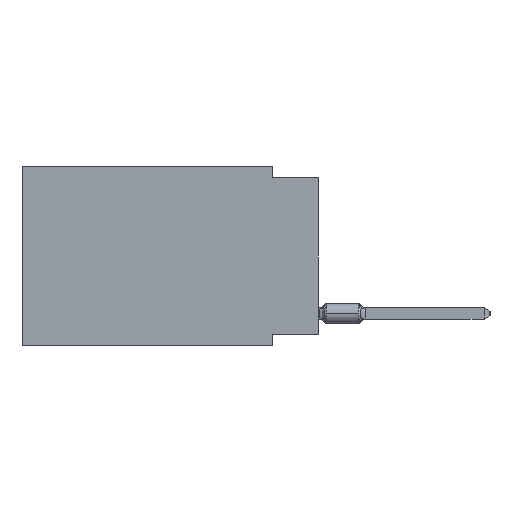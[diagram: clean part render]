
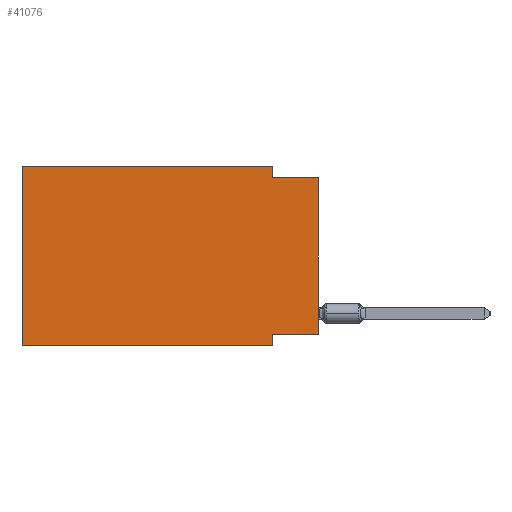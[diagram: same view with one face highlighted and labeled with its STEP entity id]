
A CAD part, left-side view. The second image highlights one B-rep face of the part: STEP entity #41076.
In plain terms, the highlighted planar face has unit normal (-1, 0, 0).
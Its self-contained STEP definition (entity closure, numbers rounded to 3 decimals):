
#21 = CARTESIAN_POINT ( 'NONE',  ( 0., 2.54, 0. ) ) ;
#100 = VECTOR ( 'NONE', #55709, 1000. ) ;
#975 = CARTESIAN_POINT ( 'NONE',  ( 0., 16.383, 0. ) ) ;
#1529 = VERTEX_POINT ( 'NONE', #55450 ) ;
#2555 = CARTESIAN_POINT ( 'NONE',  ( 0., 2.54, -9.271 ) ) ;
#3014 = LINE ( 'NONE', #68644, #27726 ) ;
#4544 = ORIENTED_EDGE ( 'NONE', *, *, #42207, .T. ) ;
#6681 = EDGE_CURVE ( 'NONE', #31466, #55086, #32969, .T. ) ;
#6791 = CARTESIAN_POINT ( 'NONE',  ( 0., 16.383, -9.906 ) ) ;
#6792 = CARTESIAN_POINT ( 'NONE',  ( 0., 2.54, -0.635 ) ) ;
#9384 = VECTOR ( 'NONE', #35971, 1000. ) ;
#9512 = DIRECTION ( 'NONE',  ( 0., 0., -1. ) ) ;
#10142 = VECTOR ( 'NONE', #16294, 1000. ) ;
#11127 = PLANE ( 'NONE',  #52359 ) ;
#12159 = VERTEX_POINT ( 'NONE', #39095 ) ;
#12726 = DIRECTION ( 'NONE',  ( 0., 0., -1. ) ) ;
#13922 = CARTESIAN_POINT ( 'NONE',  ( 0., 2.54, -9.906 ) ) ;
#16113 = ORIENTED_EDGE ( 'NONE', *, *, #49465, .F. ) ;
#16294 = DIRECTION ( 'NONE',  ( 0., 0., 1. ) ) ;
#17283 = FACE_OUTER_BOUND ( 'NONE', #66887, .T. ) ;
#17504 = CARTESIAN_POINT ( 'NONE',  ( 0., 0., -9.271 ) ) ;
#17670 = DIRECTION ( 'NONE',  ( 0., -1., 0. ) ) ;
#21964 = LINE ( 'NONE', #38643, #32610 ) ;
#22226 = ORIENTED_EDGE ( 'NONE', *, *, #67709, .T. ) ;
#22282 = VERTEX_POINT ( 'NONE', #2555 ) ;
#22935 = LINE ( 'NONE', #17504, #53379 ) ;
#23064 = LINE ( 'NONE', #39382, #100 ) ;
#23628 = ORIENTED_EDGE ( 'NONE', *, *, #30446, .F. ) ;
#26866 = EDGE_CURVE ( 'NONE', #22282, #70059, #52597, .T. ) ;
#27726 = VECTOR ( 'NONE', #9512, 1000. ) ;
#28642 = CARTESIAN_POINT ( 'NONE',  ( 0., 16.383, 0. ) ) ;
#29144 = ORIENTED_EDGE ( 'NONE', *, *, #49582, .F. ) ;
#30446 = EDGE_CURVE ( 'NONE', #69465, #1529, #21964, .T. ) ;
#31466 = VERTEX_POINT ( 'NONE', #32132 ) ;
#32132 = CARTESIAN_POINT ( 'NONE',  ( 0., 16.383, -9.906 ) ) ;
#32610 = VECTOR ( 'NONE', #56046, 1000. ) ;
#32969 = LINE ( 'NONE', #54738, #10142 ) ;
#35733 = VERTEX_POINT ( 'NONE', #21 ) ;
#35971 = DIRECTION ( 'NONE',  ( 0., -1., 0. ) ) ;
#38643 = CARTESIAN_POINT ( 'NONE',  ( 0., 0., -0.635 ) ) ;
#39095 = CARTESIAN_POINT ( 'NONE',  ( 0., 0., -9.271 ) ) ;
#39382 = CARTESIAN_POINT ( 'NONE',  ( 0., 0., 0. ) ) ;
#41076 = ADVANCED_FACE ( 'NONE', ( #17283 ), #11127, .F. ) ;
#42207 = EDGE_CURVE ( 'NONE', #31466, #70059, #44485, .T. ) ;
#44390 = ORIENTED_EDGE ( 'NONE', *, *, #26866, .F. ) ;
#44485 = LINE ( 'NONE', #6791, #69859 ) ;
#49185 = VECTOR ( 'NONE', #12726, 1000. ) ;
#49465 = EDGE_CURVE ( 'NONE', #12159, #22282, #22935, .T. ) ;
#49582 = EDGE_CURVE ( 'NONE', #55086, #35733, #52313, .T. ) ;
#52313 = LINE ( 'NONE', #57387, #9384 ) ;
#52359 = AXIS2_PLACEMENT_3D ( 'NONE', #975, #56820, #62225 ) ;
#52597 = LINE ( 'NONE', #62376, #49185 ) ;
#53379 = VECTOR ( 'NONE', #66455, 1000. ) ;
#54738 = CARTESIAN_POINT ( 'NONE',  ( 0., 16.383, 0. ) ) ;
#54985 = ORIENTED_EDGE ( 'NONE', *, *, #6681, .F. ) ;
#55086 = VERTEX_POINT ( 'NONE', #28642 ) ;
#55450 = CARTESIAN_POINT ( 'NONE',  ( 0., 0., -0.635 ) ) ;
#55709 = DIRECTION ( 'NONE',  ( 0., 0., 1. ) ) ;
#56046 = DIRECTION ( 'NONE',  ( 0., -1., 0. ) ) ;
#56820 = DIRECTION ( 'NONE',  ( 1., 0., 0. ) ) ;
#57387 = CARTESIAN_POINT ( 'NONE',  ( 0., 16.383, 0. ) ) ;
#62225 = DIRECTION ( 'NONE',  ( 0., 0., -1. ) ) ;
#62376 = CARTESIAN_POINT ( 'NONE',  ( 0., 2.54, -9.906 ) ) ;
#65967 = ORIENTED_EDGE ( 'NONE', *, *, #66629, .F. ) ;
#66455 = DIRECTION ( 'NONE',  ( 0., 1., 0. ) ) ;
#66629 = EDGE_CURVE ( 'NONE', #35733, #69465, #3014, .T. ) ;
#66887 = EDGE_LOOP ( 'NONE', ( #22226, #23628, #65967, #29144, #54985, #4544, #44390, #16113 ) ) ;
#67709 = EDGE_CURVE ( 'NONE', #12159, #1529, #23064, .T. ) ;
#68644 = CARTESIAN_POINT ( 'NONE',  ( 0., 2.54, 0. ) ) ;
#69465 = VERTEX_POINT ( 'NONE', #6792 ) ;
#69859 = VECTOR ( 'NONE', #17670, 1000. ) ;
#70059 = VERTEX_POINT ( 'NONE', #13922 ) ;
